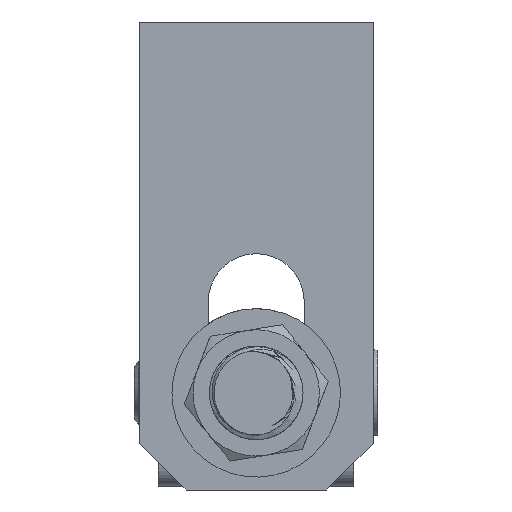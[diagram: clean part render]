
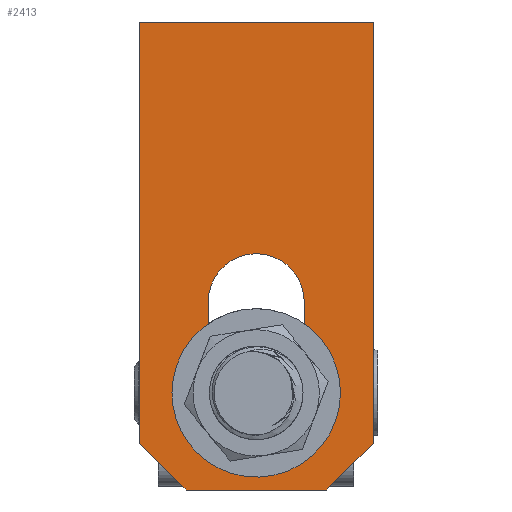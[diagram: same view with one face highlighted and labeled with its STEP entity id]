
A CAD part, left-side view. The second image highlights one B-rep face of the part: STEP entity #2413.
In plain terms, the highlighted face is planar.
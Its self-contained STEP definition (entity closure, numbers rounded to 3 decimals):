
#297=LINE('',#11136,#419);
#301=LINE('',#11148,#423);
#303=LINE('',#11156,#425);
#307=LINE('',#11164,#429);
#310=LINE('',#11170,#432);
#311=LINE('',#11172,#433);
#312=LINE('',#11174,#434);
#313=LINE('',#11175,#435);
#419=VECTOR('',#3295,10.);
#423=VECTOR('',#3307,10.);
#425=VECTOR('',#3317,10.);
#429=VECTOR('',#3323,10.);
#432=VECTOR('',#3328,10.);
#433=VECTOR('',#3329,10.);
#434=VECTOR('',#3330,10.);
#435=VECTOR('',#3331,10.);
#547=FACE_BOUND('',#789,.T.);
#644=FACE_OUTER_BOUND('',#788,.T.);
#788=EDGE_LOOP('',(#2047,#2048,#2049,#2050,#2051,#2052));
#789=EDGE_LOOP('',(#2053,#2054,#2055,#2056));
#918=CIRCLE('',#2795,10.25);
#920=CIRCLE('',#2799,10.25);
#1130=VERTEX_POINT('',#11133);
#1131=VERTEX_POINT('',#11135);
#1133=VERTEX_POINT('',#11141);
#1135=VERTEX_POINT('',#11147);
#1136=VERTEX_POINT('',#11154);
#1137=VERTEX_POINT('',#11155);
#1140=VERTEX_POINT('',#11163);
#1142=VERTEX_POINT('',#11169);
#1143=VERTEX_POINT('',#11171);
#1144=VERTEX_POINT('',#11173);
#1442=EDGE_CURVE('',#1131,#1130,#297,.T.);
#1445=EDGE_CURVE('',#1133,#1131,#918,.T.);
#1448=EDGE_CURVE('',#1135,#1133,#301,.T.);
#1451=EDGE_CURVE('',#1130,#1135,#920,.T.);
#1452=EDGE_CURVE('',#1136,#1137,#303,.T.);
#1456=EDGE_CURVE('',#1137,#1140,#307,.T.);
#1459=EDGE_CURVE('',#1142,#1136,#310,.T.);
#1460=EDGE_CURVE('',#1143,#1142,#311,.T.);
#1461=EDGE_CURVE('',#1144,#1143,#312,.T.);
#1462=EDGE_CURVE('',#1140,#1144,#313,.T.);
#2047=ORIENTED_EDGE('',*,*,#1452,.F.);
#2048=ORIENTED_EDGE('',*,*,#1459,.F.);
#2049=ORIENTED_EDGE('',*,*,#1460,.F.);
#2050=ORIENTED_EDGE('',*,*,#1461,.F.);
#2051=ORIENTED_EDGE('',*,*,#1462,.F.);
#2052=ORIENTED_EDGE('',*,*,#1456,.F.);
#2053=ORIENTED_EDGE('',*,*,#1448,.T.);
#2054=ORIENTED_EDGE('',*,*,#1445,.T.);
#2055=ORIENTED_EDGE('',*,*,#1442,.T.);
#2056=ORIENTED_EDGE('',*,*,#1451,.T.);
#2306=PLANE('',#2802);
#2413=ADVANCED_FACE('',(#644,#547),#2306,.T.);
#2795=AXIS2_PLACEMENT_3D('',#11142,#3301,#3302);
#2799=AXIS2_PLACEMENT_3D('',#11152,#3313,#3314);
#2802=AXIS2_PLACEMENT_3D('',#11168,#3326,#3327);
#3295=DIRECTION('',(0.,1.,0.));
#3301=DIRECTION('center_axis',(0.,0.,-1.));
#3302=DIRECTION('ref_axis',(-1.,0.,0.));
#3307=DIRECTION('',(0.,-1.,0.));
#3313=DIRECTION('center_axis',(0.,0.,-1.));
#3314=DIRECTION('ref_axis',(1.,0.,0.));
#3317=DIRECTION('',(-0.707,-0.707,0.));
#3323=DIRECTION('',(-1.,0.,0.));
#3326=DIRECTION('center_axis',(0.,0.,1.));
#3327=DIRECTION('ref_axis',(1.,0.,0.));
#3328=DIRECTION('',(0.,-1.,0.));
#3329=DIRECTION('',(1.,0.,0.));
#3330=DIRECTION('',(0.,1.,0.));
#3331=DIRECTION('',(-0.707,0.707,0.));
#11133=CARTESIAN_POINT('',(14.75,40.25,8.));
#11135=CARTESIAN_POINT('',(14.75,20.75,8.));
#11136=CARTESIAN_POINT('',(14.75,35.375,8.));
#11141=CARTESIAN_POINT('',(35.25,20.75,8.));
#11142=CARTESIAN_POINT('Origin',(25.,20.75,8.));
#11147=CARTESIAN_POINT('',(35.25,40.25,8.));
#11148=CARTESIAN_POINT('',(35.25,35.375,8.));
#11152=CARTESIAN_POINT('Origin',(25.,40.25,8.));
#11154=CARTESIAN_POINT('',(50.,10.,8.));
#11155=CARTESIAN_POINT('',(40.,0.,8.));
#11156=CARTESIAN_POINT('',(51.25,11.25,8.));
#11163=CARTESIAN_POINT('',(10.,0.,8.));
#11164=CARTESIAN_POINT('',(0.,0.,8.));
#11168=CARTESIAN_POINT('Origin',(25.,50.,8.));
#11169=CARTESIAN_POINT('',(50.,100.,8.));
#11170=CARTESIAN_POINT('',(50.,0.,8.));
#11171=CARTESIAN_POINT('',(0.,100.,8.));
#11172=CARTESIAN_POINT('',(50.,100.,8.));
#11173=CARTESIAN_POINT('',(0.,10.,8.));
#11174=CARTESIAN_POINT('',(0.,100.,8.));
#11175=CARTESIAN_POINT('',(-1.25,11.25,8.));
